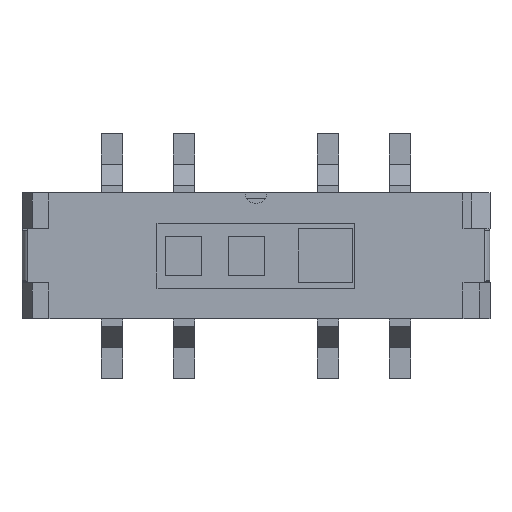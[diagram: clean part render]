
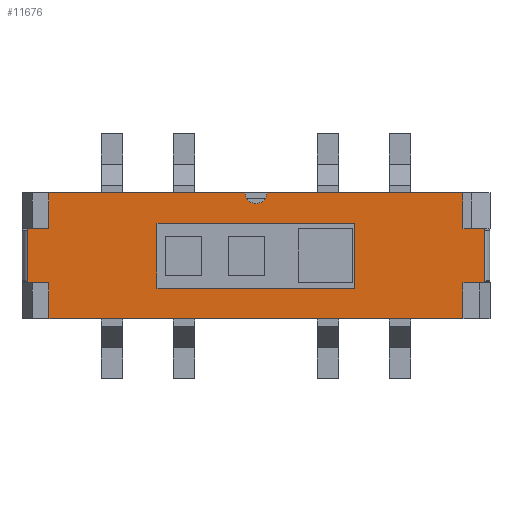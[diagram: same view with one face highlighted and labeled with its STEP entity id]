
A CAD part, top view. The second image highlights one B-rep face of the part: STEP entity #11676.
In plain terms, the highlighted planar face has unit normal (0, 0, 1).
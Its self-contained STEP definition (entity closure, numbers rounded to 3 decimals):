
#42 = LINE ( 'NONE', #22035, #8420 ) ;
#45 = EDGE_CURVE ( 'NONE', #25891, #12776, #18646, .T. ) ;
#118 = EDGE_CURVE ( 'NONE', #17069, #16224, #22690, .T. ) ;
#290 = CARTESIAN_POINT ( 'NONE',  ( -5.75, 0.75, 0. ) ) ;
#1201 = VERTEX_POINT ( 'NONE', #17243 ) ;
#1399 = EDGE_CURVE ( 'NONE', #13867, #25891, #19312, .T. ) ;
#1904 = ORIENTED_EDGE ( 'NONE', *, *, #5288, .F. ) ;
#2128 = LINE ( 'NONE', #8775, #5148 ) ;
#2175 = EDGE_CURVE ( 'NONE', #28388, #13387, #5481, .T. ) ;
#2895 = CARTESIAN_POINT ( 'NONE',  ( -5.75, 1.75, 0. ) ) ;
#2948 = VECTOR ( 'NONE', #23854, 1000. ) ;
#3109 = VECTOR ( 'NONE', #14198, 1000. ) ;
#3135 = CARTESIAN_POINT ( 'NONE',  ( -5.75, -0.75, 0. ) ) ;
#3193 = CARTESIAN_POINT ( 'NONE',  ( -2.75, -0.9, 0. ) ) ;
#3233 = ORIENTED_EDGE ( 'NONE', *, *, #11342, .T. ) ;
#3237 = EDGE_CURVE ( 'NONE', #25726, #11650, #3814, .T. ) ;
#3328 = DIRECTION ( 'NONE',  ( -1., 0., 0. ) ) ;
#3491 = ORIENTED_EDGE ( 'NONE', *, *, #9902, .T. ) ;
#3814 = LINE ( 'NONE', #6351, #12363 ) ;
#3817 = DIRECTION ( 'NONE',  ( 0., 1., 0. ) ) ;
#3900 = LINE ( 'NONE', #12684, #19507 ) ;
#4049 = DIRECTION ( 'NONE',  ( 0., 1., 0. ) ) ;
#4166 = DIRECTION ( 'NONE',  ( 0., 1., 0. ) ) ;
#4202 = LINE ( 'NONE', #24137, #28653 ) ;
#4215 = ORIENTED_EDGE ( 'NONE', *, *, #20355, .T. ) ;
#4648 = EDGE_CURVE ( 'NONE', #12214, #16224, #6102, .T. ) ;
#4777 = VECTOR ( 'NONE', #25033, 1000. ) ;
#5148 = VECTOR ( 'NONE', #10931, 1000. ) ;
#5258 = CARTESIAN_POINT ( 'NONE',  ( 0., 0., 0. ) ) ;
#5288 = EDGE_CURVE ( 'NONE', #14610, #6960, #14626, .T. ) ;
#5311 = LINE ( 'NONE', #9631, #13474 ) ;
#5481 = LINE ( 'NONE', #14328, #14045 ) ;
#5797 = LINE ( 'NONE', #23463, #17887 ) ;
#5837 = CARTESIAN_POINT ( 'NONE',  ( 0., 1.75, 0. ) ) ;
#6102 = CIRCLE ( 'NONE', #20882, 0.3 ) ;
#6351 = CARTESIAN_POINT ( 'NONE',  ( -5.75, -0.75, 0. ) ) ;
#6894 = CARTESIAN_POINT ( 'NONE',  ( 5.75, -0.75, 0. ) ) ;
#6928 = ORIENTED_EDGE ( 'NONE', *, *, #2175, .T. ) ;
#6960 = VERTEX_POINT ( 'NONE', #17748 ) ;
#7160 = CARTESIAN_POINT ( 'NONE',  ( -5.75, -1.75, 0. ) ) ;
#7208 = CARTESIAN_POINT ( 'NONE',  ( -5.75, 0.75, 0. ) ) ;
#7440 = VECTOR ( 'NONE', #9506, 1000. ) ;
#7661 = CARTESIAN_POINT ( 'NONE',  ( 5.75, 1.75, 0. ) ) ;
#8406 = ORIENTED_EDGE ( 'NONE', *, *, #14319, .T. ) ;
#8420 = VECTOR ( 'NONE', #15415, 1000. ) ;
#8559 = DIRECTION ( 'NONE',  ( 0., -1., 0. ) ) ;
#8578 = DIRECTION ( 'NONE',  ( 1., 0., 0. ) ) ;
#8681 = CARTESIAN_POINT ( 'NONE',  ( -2.75, -0.9, 0. ) ) ;
#8775 = CARTESIAN_POINT ( 'NONE',  ( -6.35, 0.75, 0. ) ) ;
#9153 = DIRECTION ( 'NONE',  ( -1., 0., 0. ) ) ;
#9506 = DIRECTION ( 'NONE',  ( -1., 0., 0. ) ) ;
#9631 = CARTESIAN_POINT ( 'NONE',  ( -6.35, -0.75, 0. ) ) ;
#9902 = EDGE_CURVE ( 'NONE', #13387, #13867, #26225, .T. ) ;
#10121 = LINE ( 'NONE', #7208, #3109 ) ;
#10277 = CARTESIAN_POINT ( 'NONE',  ( -2.75, 0.9, 0. ) ) ;
#10931 = DIRECTION ( 'NONE',  ( 0., -1., 0. ) ) ;
#11183 = VECTOR ( 'NONE', #8578, 1000. ) ;
#11342 = EDGE_CURVE ( 'NONE', #1201, #13817, #2128, .T. ) ;
#11650 = VERTEX_POINT ( 'NONE', #13095 ) ;
#11676 = ADVANCED_FACE ( 'NONE', ( #24508, #26981 ), #14090, .F. ) ;
#12214 = VERTEX_POINT ( 'NONE', #28153 ) ;
#12363 = VECTOR ( 'NONE', #8559, 1000. ) ;
#12684 = CARTESIAN_POINT ( 'NONE',  ( -5.75, 1.75, 0. ) ) ;
#12776 = VERTEX_POINT ( 'NONE', #24419 ) ;
#13060 = CARTESIAN_POINT ( 'NONE',  ( 6.35, -0.75, 0. ) ) ;
#13095 = CARTESIAN_POINT ( 'NONE',  ( -5.75, -1.75, 0. ) ) ;
#13106 = VECTOR ( 'NONE', #13419, 1000. ) ;
#13387 = VERTEX_POINT ( 'NONE', #6894 ) ;
#13419 = DIRECTION ( 'NONE',  ( 1., 0., 0. ) ) ;
#13474 = VECTOR ( 'NONE', #27472, 1000. ) ;
#13817 = VERTEX_POINT ( 'NONE', #15836 ) ;
#13867 = VERTEX_POINT ( 'NONE', #27694 ) ;
#13903 = LINE ( 'NONE', #3193, #4777 ) ;
#14045 = VECTOR ( 'NONE', #23139, 1000. ) ;
#14090 = PLANE ( 'NONE',  #23971 ) ;
#14198 = DIRECTION ( 'NONE',  ( -1., 0., 0. ) ) ;
#14319 = EDGE_CURVE ( 'NONE', #24023, #26808, #3900, .T. ) ;
#14328 = CARTESIAN_POINT ( 'NONE',  ( 5.75, -0.75, 0. ) ) ;
#14395 = CARTESIAN_POINT ( 'NONE',  ( 6.35, 0.75, 0. ) ) ;
#14409 = DIRECTION ( 'NONE',  ( 1., 0., 0. ) ) ;
#14610 = VERTEX_POINT ( 'NONE', #15695 ) ;
#14615 = ORIENTED_EDGE ( 'NONE', *, *, #118, .T. ) ;
#14626 = LINE ( 'NONE', #10277, #2948 ) ;
#14678 = DIRECTION ( 'NONE',  ( 0., 0., 1. ) ) ;
#14942 = EDGE_CURVE ( 'NONE', #6960, #18089, #13903, .T. ) ;
#15415 = DIRECTION ( 'NONE',  ( -1., 0., 0. ) ) ;
#15695 = CARTESIAN_POINT ( 'NONE',  ( 2.75, 0.9, 0. ) ) ;
#15836 = CARTESIAN_POINT ( 'NONE',  ( -6.35, -0.75, 0. ) ) ;
#16224 = VERTEX_POINT ( 'NONE', #27693 ) ;
#16509 = ORIENTED_EDGE ( 'NONE', *, *, #18602, .T. ) ;
#16949 = ORIENTED_EDGE ( 'NONE', *, *, #22069, .T. ) ;
#16951 = ORIENTED_EDGE ( 'NONE', *, *, #22484, .T. ) ;
#17069 = VERTEX_POINT ( 'NONE', #7661 ) ;
#17243 = CARTESIAN_POINT ( 'NONE',  ( -6.35, 0.75, 0. ) ) ;
#17437 = CARTESIAN_POINT ( 'NONE',  ( 5.75, -1.75, 0. ) ) ;
#17748 = CARTESIAN_POINT ( 'NONE',  ( -2.75, 0.9, 0. ) ) ;
#17789 = ORIENTED_EDGE ( 'NONE', *, *, #24803, .F. ) ;
#17887 = VECTOR ( 'NONE', #3817, 1000. ) ;
#18089 = VERTEX_POINT ( 'NONE', #26000 ) ;
#18602 = EDGE_CURVE ( 'NONE', #26808, #1201, #10121, .T. ) ;
#18646 = LINE ( 'NONE', #21081, #7440 ) ;
#18920 = ORIENTED_EDGE ( 'NONE', *, *, #1399, .T. ) ;
#19312 = LINE ( 'NONE', #27633, #27774 ) ;
#19507 = VECTOR ( 'NONE', #21498, 1000. ) ;
#19614 = ORIENTED_EDGE ( 'NONE', *, *, #14942, .F. ) ;
#19712 = ORIENTED_EDGE ( 'NONE', *, *, #27204, .F. ) ;
#20355 = EDGE_CURVE ( 'NONE', #12776, #17069, #4202, .T. ) ;
#20882 = AXIS2_PLACEMENT_3D ( 'NONE', #5837, #14678, #14409 ) ;
#21081 = CARTESIAN_POINT ( 'NONE',  ( 5.75, 0.75, 0. ) ) ;
#21202 = EDGE_LOOP ( 'NONE', ( #19712, #19614, #1904, #17789 ) ) ;
#21498 = DIRECTION ( 'NONE',  ( 0., -1., 0. ) ) ;
#21863 = LINE ( 'NONE', #8681, #22563 ) ;
#22035 = CARTESIAN_POINT ( 'NONE',  ( -5.75, 1.75, 0. ) ) ;
#22069 = EDGE_CURVE ( 'NONE', #13817, #25726, #5311, .T. ) ;
#22138 = ORIENTED_EDGE ( 'NONE', *, *, #45, .T. ) ;
#22484 = EDGE_CURVE ( 'NONE', #12214, #24023, #42, .T. ) ;
#22563 = VECTOR ( 'NONE', #28522, 1000. ) ;
#22660 = CARTESIAN_POINT ( 'NONE',  ( -5.75, 1.75, 0. ) ) ;
#22690 = LINE ( 'NONE', #2895, #23180 ) ;
#23139 = DIRECTION ( 'NONE',  ( 0., 1., 0. ) ) ;
#23180 = VECTOR ( 'NONE', #3328, 1000. ) ;
#23463 = CARTESIAN_POINT ( 'NONE',  ( 2.75, -0.9, 0. ) ) ;
#23854 = DIRECTION ( 'NONE',  ( -1., 0., 0. ) ) ;
#23915 = EDGE_CURVE ( 'NONE', #11650, #28388, #28620, .T. ) ;
#23971 = AXIS2_PLACEMENT_3D ( 'NONE', #5258, #27252, #9153 ) ;
#24023 = VERTEX_POINT ( 'NONE', #22660 ) ;
#24137 = CARTESIAN_POINT ( 'NONE',  ( 5.75, 1.75, 0. ) ) ;
#24419 = CARTESIAN_POINT ( 'NONE',  ( 5.75, 0.75, 0. ) ) ;
#24508 = FACE_BOUND ( 'NONE', #21202, .T. ) ;
#24637 = CARTESIAN_POINT ( 'NONE',  ( 2.75, -0.9, 0. ) ) ;
#24771 = ORIENTED_EDGE ( 'NONE', *, *, #4648, .F. ) ;
#24803 = EDGE_CURVE ( 'NONE', #27603, #14610, #5797, .T. ) ;
#25033 = DIRECTION ( 'NONE',  ( 0., -1., 0. ) ) ;
#25726 = VERTEX_POINT ( 'NONE', #3135 ) ;
#25891 = VERTEX_POINT ( 'NONE', #14395 ) ;
#26000 = CARTESIAN_POINT ( 'NONE',  ( -2.75, -0.9, 0. ) ) ;
#26114 = EDGE_LOOP ( 'NONE', ( #14615, #24771, #16951, #8406, #16509, #3233, #16949, #28486, #26852, #6928, #3491, #18920, #22138, #4215 ) ) ;
#26225 = LINE ( 'NONE', #13060, #11183 ) ;
#26808 = VERTEX_POINT ( 'NONE', #290 ) ;
#26852 = ORIENTED_EDGE ( 'NONE', *, *, #23915, .T. ) ;
#26981 = FACE_OUTER_BOUND ( 'NONE', #26114, .T. ) ;
#27204 = EDGE_CURVE ( 'NONE', #18089, #27603, #21863, .T. ) ;
#27252 = DIRECTION ( 'NONE',  ( 0., 0., -1. ) ) ;
#27472 = DIRECTION ( 'NONE',  ( 1., 0., 0. ) ) ;
#27603 = VERTEX_POINT ( 'NONE', #24637 ) ;
#27633 = CARTESIAN_POINT ( 'NONE',  ( 6.35, 0.75, 0. ) ) ;
#27693 = CARTESIAN_POINT ( 'NONE',  ( 0.3, 1.75, 0. ) ) ;
#27694 = CARTESIAN_POINT ( 'NONE',  ( 6.35, -0.75, 0. ) ) ;
#27774 = VECTOR ( 'NONE', #4166, 1000. ) ;
#28153 = CARTESIAN_POINT ( 'NONE',  ( -0.3, 1.75, 0. ) ) ;
#28388 = VERTEX_POINT ( 'NONE', #17437 ) ;
#28486 = ORIENTED_EDGE ( 'NONE', *, *, #3237, .T. ) ;
#28522 = DIRECTION ( 'NONE',  ( 1., 0., 0. ) ) ;
#28620 = LINE ( 'NONE', #7160, #13106 ) ;
#28653 = VECTOR ( 'NONE', #4049, 1000. ) ;
